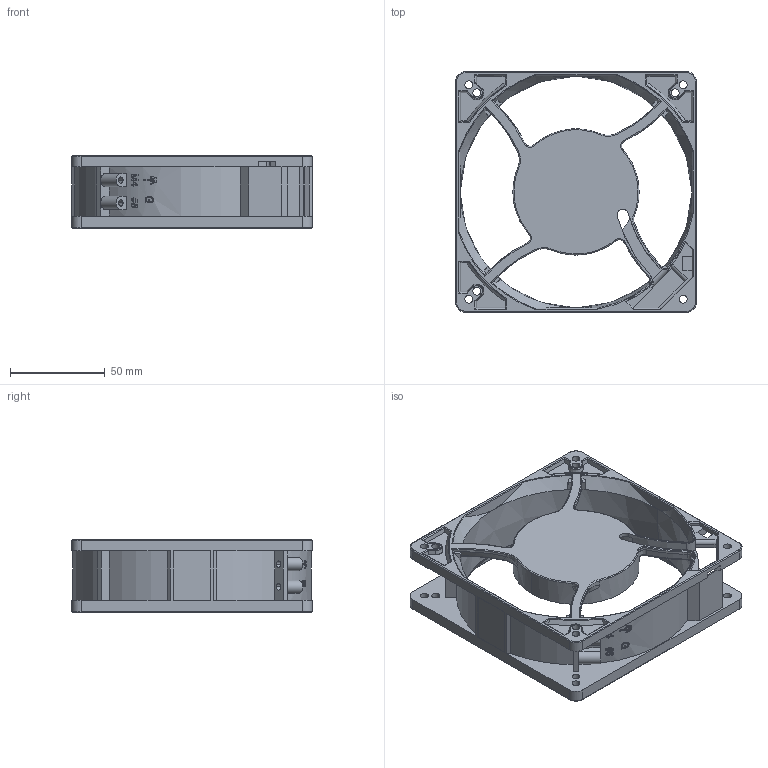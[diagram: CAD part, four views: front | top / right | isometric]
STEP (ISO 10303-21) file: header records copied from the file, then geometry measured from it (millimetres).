
FILE_DESCRIPTION (( 'STEP AP203' ), '1' );
FILE_NAME ('OD127AP_m0_frame.stp', '2023-05-08T14:36:52', ( '' ), ( '' ), 'SwSTEP 2.0', 'SolidWorks 2018', '' );
FILE_SCHEMA (( 'CONFIG_CONTROL_DESIGN' ));
Length unit declared in the file: millimetre
Products named in the file (1): OD127AP_m0_frame
Bounding box: 127 x 127 x 38.5 mm (x, y, z)
Volume: 104996.5 mm3; surface area: 67799.7 mm2
Topology: 1 solids, 1 shells, 639 faces, 1708 edges, 1083 vertices
Faces by surface type: plane 234, cylinder 138, bspline 127, cone 74, torus 66
Entity records: 25659 total; most frequent: CARTESIAN_POINT 11705, ORIENTED_EDGE 3416, DIRECTION 2067, EDGE_CURVE 1708, VERTEX_POINT 1083, B_SPLINE_CURVE_WITH_KNOTS 922, AXIS2_PLACEMENT_3D 791, EDGE_LOOP 699
